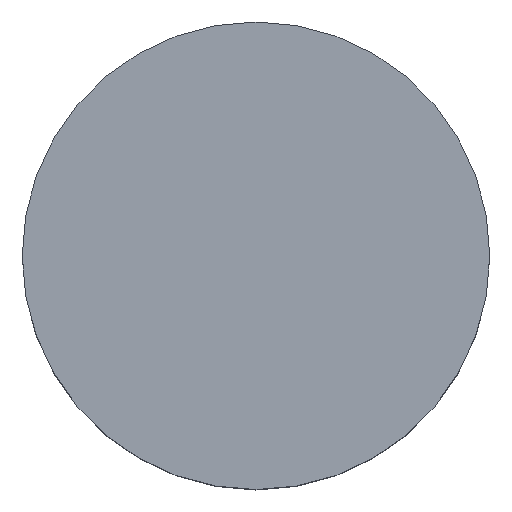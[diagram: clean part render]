
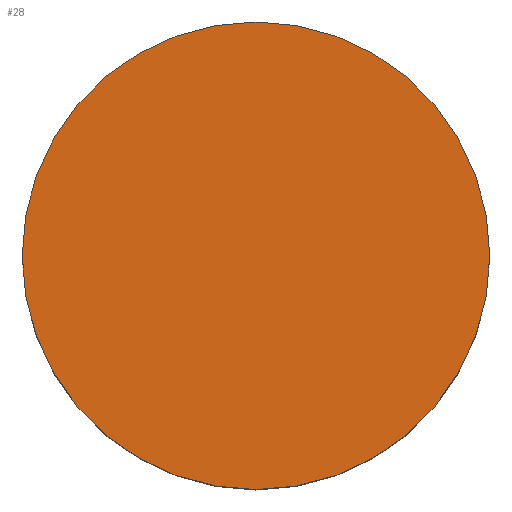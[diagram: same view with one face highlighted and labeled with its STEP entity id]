
A CAD part, top view. The second image highlights one B-rep face of the part: STEP entity #28.
In plain terms, the highlighted planar face has unit normal (0, 0, 1).
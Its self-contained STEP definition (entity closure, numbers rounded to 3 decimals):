
#4 = ORIENTED_EDGE ( 'NONE', *, *, #26, .T. ) ;
#10 = VERTEX_POINT ( 'NONE', #30 ) ;
#26 = EDGE_CURVE ( 'NONE', #10, #91, #88, .T. ) ;
#27 = CARTESIAN_POINT ( 'NONE',  ( 0., 0., 10.123 ) ) ;
#28 = ADVANCED_FACE ( 'NONE', ( #56 ), #136, .T. ) ;
#29 = CARTESIAN_POINT ( 'NONE',  ( -10., 0., 10.123 ) ) ;
#30 = CARTESIAN_POINT ( 'NONE',  ( 10., 0., 10.123 ) ) ;
#39 = CARTESIAN_POINT ( 'NONE',  ( 0., 0., 10.123 ) ) ;
#44 = DIRECTION ( 'NONE',  ( 1., 0., 0. ) ) ;
#45 = DIRECTION ( 'NONE',  ( 0., 0., 1. ) ) ;
#53 = EDGE_LOOP ( 'NONE', ( #69, #4 ) ) ;
#54 = AXIS2_PLACEMENT_3D ( 'NONE', #39, #125, #114 ) ;
#56 = FACE_OUTER_BOUND ( 'NONE', #53, .T. ) ;
#58 = AXIS2_PLACEMENT_3D ( 'NONE', #120, #107, #108 ) ;
#69 = ORIENTED_EDGE ( 'NONE', *, *, #138, .T. ) ;
#86 = AXIS2_PLACEMENT_3D ( 'NONE', #27, #45, #44 ) ;
#88 = CIRCLE ( 'NONE', #54, 10. ) ;
#91 = VERTEX_POINT ( 'NONE', #29 ) ;
#107 = DIRECTION ( 'NONE',  ( 0., 0., 1. ) ) ;
#108 = DIRECTION ( 'NONE',  ( 1., 0., 0. ) ) ;
#114 = DIRECTION ( 'NONE',  ( 1., 0., 0. ) ) ;
#120 = CARTESIAN_POINT ( 'NONE',  ( 0., 0., 10.123 ) ) ;
#125 = DIRECTION ( 'NONE',  ( 0., 0., 1. ) ) ;
#128 = CIRCLE ( 'NONE', #58, 10. ) ;
#136 = PLANE ( 'NONE',  #86 ) ;
#138 = EDGE_CURVE ( 'NONE', #91, #10, #128, .T. ) ;
